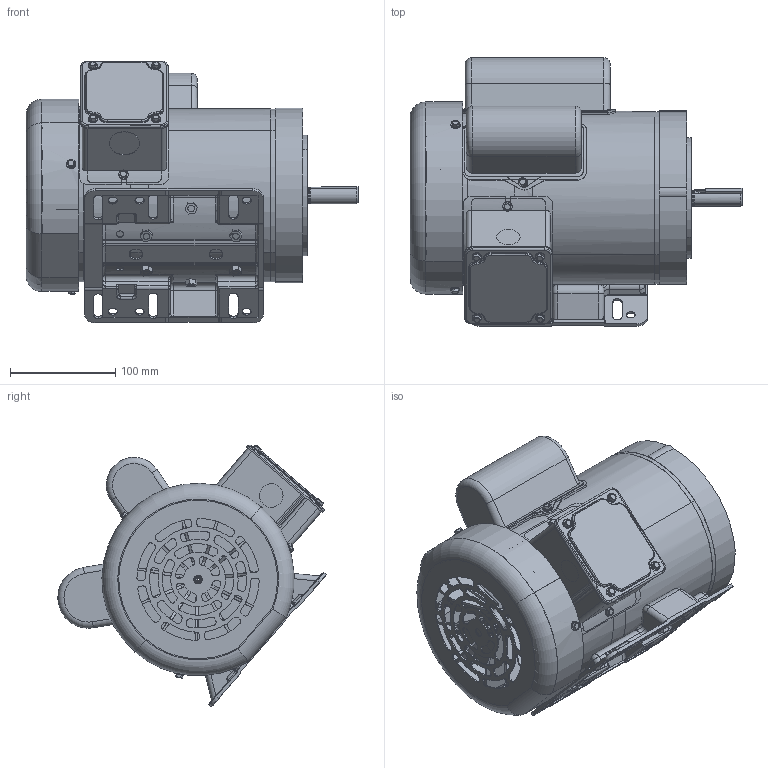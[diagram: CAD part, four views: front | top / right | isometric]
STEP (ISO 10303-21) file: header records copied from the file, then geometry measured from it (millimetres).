
FILE_DESCRIPTION (( 'STEP AP214' ), '1' );
FILE_NAME ('MTR2-1P5-1AB36.STEP', '2016-01-12T22:10:38', ( '' ), ( '' ), 'SwSTEP 2.0', 'SolidWorks 2015', '' );
FILE_SCHEMA (( 'AUTOMOTIVE_DESIGN' ));
Length unit declared in the file: millimetre
Products named in the file (1): MTR2-1P5-1AB36
Bounding box: 314.97 x 254.62 x 248.47 mm (x, y, z)
Surface area: 462421.2 mm2 (no closed solid volume)
Topology: 0 solids, 56 shells, 1389 faces, 4498 edges, 3116 vertices
Faces by surface type: cylinder 582, plane 533, bspline 123, torus 114, cone 35, sphere 2
Entity records: 77244 total; most frequent: CARTESIAN_POINT 24269, DIRECTION 7695, ORIENTED_EDGE 7375, EDGE_CURVE 4475, VERTEX_POINT 3116, AXIS2_PLACEMENT_3D 2831, VECTOR 2033, LINE 2033
